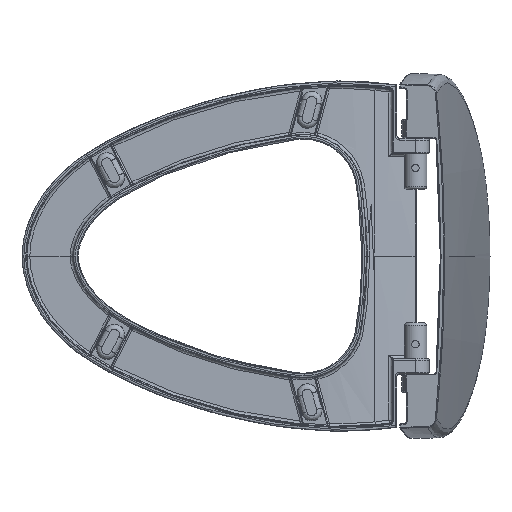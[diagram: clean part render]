
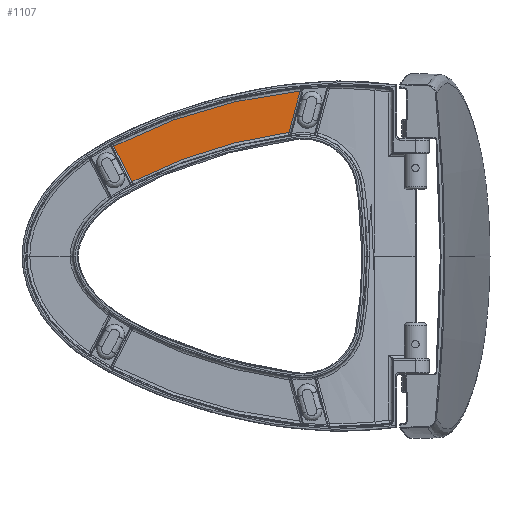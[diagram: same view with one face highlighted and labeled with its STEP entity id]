
A CAD part, front view. The second image highlights one B-rep face of the part: STEP entity #1107.
In plain terms, the highlighted free-form (B-spline) face has degree [3, 3] with [4, 4] control points.
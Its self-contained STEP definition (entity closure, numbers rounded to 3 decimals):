
#527=B_SPLINE_SURFACE_WITH_KNOTS('',3,3,((#8728,#8729,#8730,#8731),(#8732,
#8733,#8734,#8735),(#8736,#8737,#8738,#8739),(#8740,#8741,#8742,#8743)),
 .UNSPECIFIED.,.F.,.F.,.F.,(4,4),(4,4),(0.,1.),(0.,1.),.UNSPECIFIED.);
#670=FACE_OUTER_BOUND('',#1905,.T.);
#1107=ADVANCED_FACE('',(#670),#527,.T.);
#1905=EDGE_LOOP('',(#2414,#2415,#2416,#2417));
#2414=ORIENTED_EDGE('',*,*,#4951,.F.);
#2415=ORIENTED_EDGE('',*,*,#4952,.T.);
#2416=ORIENTED_EDGE('',*,*,#4953,.T.);
#2417=ORIENTED_EDGE('',*,*,#4954,.T.);
#4374=VERTEX_POINT('',#8694);
#4375=VERTEX_POINT('',#8695);
#4376=VERTEX_POINT('',#8706);
#4377=VERTEX_POINT('',#8717);
#4951=EDGE_CURVE('',#4374,#4375,#5931,.T.);
#4952=EDGE_CURVE('',#4374,#4376,#5932,.T.);
#4953=EDGE_CURVE('',#4376,#4377,#5933,.T.);
#4954=EDGE_CURVE('',#4377,#4375,#5934,.T.);
#5931=B_SPLINE_CURVE_WITH_KNOTS('',3,(#8684,#8685,#8686,#8687,#8688,#8689,
#8690,#8691,#8692,#8693),.UNSPECIFIED.,.F.,.F.,(4,2,2,2,4),(0.,0.25,0.5,
0.75,1.),.UNSPECIFIED.);
#5932=B_SPLINE_CURVE_WITH_KNOTS('',3,(#8696,#8697,#8698,#8699,#8700,#8701,
#8702,#8703,#8704,#8705),.UNSPECIFIED.,.F.,.F.,(4,3,3,4),(0.,0.093,
0.466,1.),.UNSPECIFIED.);
#5933=B_SPLINE_CURVE_WITH_KNOTS('',3,(#8707,#8708,#8709,#8710,#8711,#8712,
#8713,#8714,#8715,#8716),.UNSPECIFIED.,.F.,.F.,(4,2,2,2,4),(0.,0.25,0.5,
0.75,1.),.UNSPECIFIED.);
#5934=B_SPLINE_CURVE_WITH_KNOTS('',3,(#8718,#8719,#8720,#8721,#8722,#8723,
#8724,#8725,#8726,#8727),.UNSPECIFIED.,.F.,.F.,(4,3,3,4),(0.,0.087,
0.433,1.),.UNSPECIFIED.);
#8684=CARTESIAN_POINT('',(0.365,376.,118.108));
#8685=CARTESIAN_POINT('',(15.921,376.,126.399));
#8686=CARTESIAN_POINT('',(32.077,376.,133.659));
#8687=CARTESIAN_POINT('',(64.717,376.,146.586));
#8688=CARTESIAN_POINT('',(81.247,376.,152.216));
#8689=CARTESIAN_POINT('',(114.664,376.,162.072));
#8690=CARTESIAN_POINT('',(131.555,376.,166.276));
#8691=CARTESIAN_POINT('',(165.726,376.,173.144));
#8692=CARTESIAN_POINT('',(183.005,376.,175.813));
#8693=CARTESIAN_POINT('',(200.515,376.,177.568));
#8694=CARTESIAN_POINT('',(0.365,376.,118.108));
#8695=CARTESIAN_POINT('',(200.515,376.,177.568));
#8696=CARTESIAN_POINT('',(0.365,376.,118.108));
#8697=CARTESIAN_POINT('',(0.97,376.,116.92));
#8698=CARTESIAN_POINT('',(1.575,376.,115.731));
#8699=CARTESIAN_POINT('',(2.18,376.,114.543));
#8700=CARTESIAN_POINT('',(4.602,376.,109.791));
#8701=CARTESIAN_POINT('',(7.023,376.,105.039));
#8702=CARTESIAN_POINT('',(9.444,376.,100.287));
#8703=CARTESIAN_POINT('',(12.912,376.,93.481));
#8704=CARTESIAN_POINT('',(16.38,376.,86.675));
#8705=CARTESIAN_POINT('',(19.848,376.,79.869));
#8706=CARTESIAN_POINT('',(19.848,376.,79.869));
#8707=CARTESIAN_POINT('',(19.848,376.,79.869));
#8708=CARTESIAN_POINT('',(32.922,376.,86.896));
#8709=CARTESIAN_POINT('',(46.368,376.,93.073));
#8710=CARTESIAN_POINT('',(73.794,376.,104.208));
#8711=CARTESIAN_POINT('',(87.797,376.,109.176));
#8712=CARTESIAN_POINT('',(116.062,376.,117.978));
#8713=CARTESIAN_POINT('',(130.349,376.,121.807));
#8714=CARTESIAN_POINT('',(159.236,376.,128.296));
#8715=CARTESIAN_POINT('',(173.853,376.,130.942));
#8716=CARTESIAN_POINT('',(188.554,376.,132.928));
#8717=CARTESIAN_POINT('',(188.554,376.,132.928));
#8718=CARTESIAN_POINT('',(188.554,376.,132.928));
#8719=CARTESIAN_POINT('',(188.899,376.,134.216));
#8720=CARTESIAN_POINT('',(189.244,376.,135.504));
#8721=CARTESIAN_POINT('',(189.589,376.,136.792));
#8722=CARTESIAN_POINT('',(190.97,376.,141.943));
#8723=CARTESIAN_POINT('',(192.35,376.,147.095));
#8724=CARTESIAN_POINT('',(193.73,376.,152.247));
#8725=CARTESIAN_POINT('',(195.992,376.,160.687));
#8726=CARTESIAN_POINT('',(198.254,376.,169.127));
#8727=CARTESIAN_POINT('',(200.515,376.,177.568));
#8728=CARTESIAN_POINT('',(201.716,376.,178.154));
#8729=CARTESIAN_POINT('',(201.716,376.,145.197));
#8730=CARTESIAN_POINT('',(201.716,376.,112.24));
#8731=CARTESIAN_POINT('',(201.716,376.,79.283));
#8732=CARTESIAN_POINT('',(134.199,376.,178.154));
#8733=CARTESIAN_POINT('',(134.199,376.,145.197));
#8734=CARTESIAN_POINT('',(134.199,376.,112.24));
#8735=CARTESIAN_POINT('',(134.199,376.,79.283));
#8736=CARTESIAN_POINT('',(66.681,376.,178.154));
#8737=CARTESIAN_POINT('',(66.681,376.,145.197));
#8738=CARTESIAN_POINT('',(66.681,376.,112.24));
#8739=CARTESIAN_POINT('',(66.681,376.,79.283));
#8740=CARTESIAN_POINT('',(-0.836,376.,178.154));
#8741=CARTESIAN_POINT('',(-0.836,376.,145.197));
#8742=CARTESIAN_POINT('',(-0.836,376.,112.24));
#8743=CARTESIAN_POINT('',(-0.836,376.,79.283));
